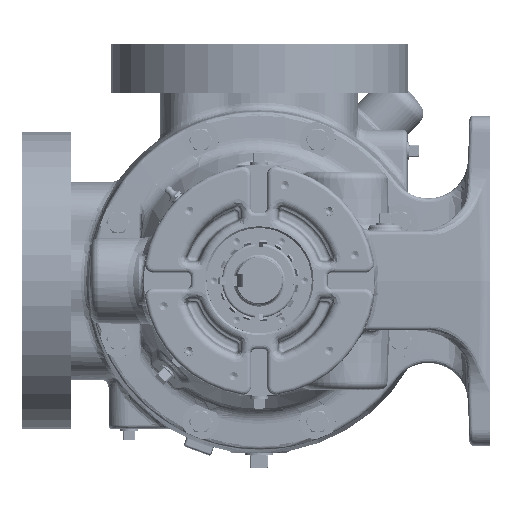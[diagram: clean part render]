
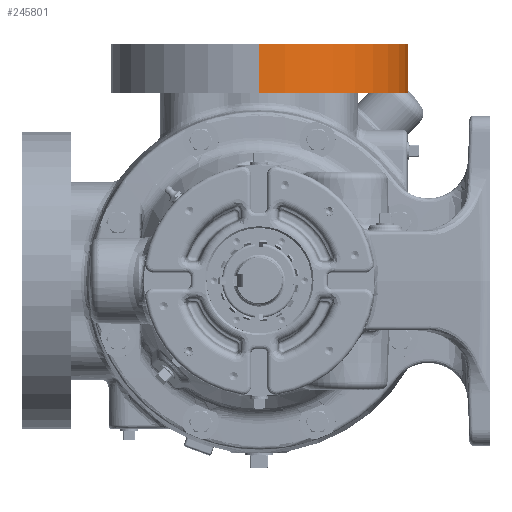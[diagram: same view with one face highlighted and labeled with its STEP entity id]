
A CAD part, left-side view. The second image highlights one B-rep face of the part: STEP entity #245801.
In plain terms, the highlighted cylindrical face has radius 114.3 mm (diameter 228.6 mm), a partial arc.
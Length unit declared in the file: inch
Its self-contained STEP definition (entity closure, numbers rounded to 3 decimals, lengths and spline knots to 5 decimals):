
#6033 = EDGE_CURVE ( 'NONE', #119558, #202932, #79517, .T. ) ;
#11134 = CIRCLE ( 'NONE', #203806, 4.5 ) ;
#18594 = EDGE_CURVE ( 'NONE', #224678, #225866, #186533, .T. ) ;
#32010 = ORIENTED_EDGE ( 'NONE', *, *, #6033, .T. ) ;
#39129 = FACE_OUTER_BOUND ( 'NONE', #240437, .T. ) ;
#40519 = DIRECTION ( 'NONE',  ( 0., 0., -1. ) ) ;
#62308 = DIRECTION ( 'NONE',  ( 0., 0., -1. ) ) ;
#79517 = LINE ( 'NONE', #289991, #275886 ) ;
#91071 = DIRECTION ( 'NONE',  ( 0., 0., -1. ) ) ;
#113884 = ORIENTED_EDGE ( 'NONE', *, *, #265837, .T. ) ;
#114008 = CARTESIAN_POINT ( 'NONE',  ( 7.845, 0., 4.74913 ) ) ;
#119558 = VERTEX_POINT ( 'NONE', #272068 ) ;
#141004 = CYLINDRICAL_SURFACE ( 'NONE', #173850, 4.5 ) ;
#142321 = DIRECTION ( 'NONE',  ( -1., 0., 0. ) ) ;
#142746 = CARTESIAN_POINT ( 'NONE',  ( 3.345, 0., 7.1875 ) ) ;
#161853 = CARTESIAN_POINT ( 'NONE',  ( 7.845, 0., 5.6875 ) ) ;
#165323 = AXIS2_PLACEMENT_3D ( 'NONE', #219968, #40519, #142321 ) ;
#170959 = VECTOR ( 'NONE', #62308, 39.37008 ) ;
#173850 = AXIS2_PLACEMENT_3D ( 'NONE', #329086, #277215, #220303 ) ;
#186533 = LINE ( 'NONE', #114008, #170959 ) ;
#186844 = CARTESIAN_POINT ( 'NONE',  ( -1.155, 0., 5.6875 ) ) ;
#202932 = VERTEX_POINT ( 'NONE', #186844 ) ;
#203806 = AXIS2_PLACEMENT_3D ( 'NONE', #142746, #91071, #248005 ) ;
#213945 = DIRECTION ( 'NONE',  ( 0., 0., -1. ) ) ;
#219968 = CARTESIAN_POINT ( 'NONE',  ( 3.345, 0., 5.6875 ) ) ;
#220303 = DIRECTION ( 'NONE',  ( -1., 0., 0. ) ) ;
#224678 = VERTEX_POINT ( 'NONE', #287150 ) ;
#225866 = VERTEX_POINT ( 'NONE', #161853 ) ;
#232742 = ORIENTED_EDGE ( 'NONE', *, *, #301009, .F. ) ;
#233913 = ORIENTED_EDGE ( 'NONE', *, *, #18594, .F. ) ;
#240437 = EDGE_LOOP ( 'NONE', ( #233913, #113884, #32010, #232742 ) ) ;
#245801 = ADVANCED_FACE ( 'NONE', ( #39129 ), #141004, .T. ) ;
#248005 = DIRECTION ( 'NONE',  ( -1., 0., 0. ) ) ;
#265837 = EDGE_CURVE ( 'NONE', #224678, #119558, #11134, .T. ) ;
#272068 = CARTESIAN_POINT ( 'NONE',  ( -1.155, 0., 7.1875 ) ) ;
#275479 = CIRCLE ( 'NONE', #165323, 4.5 ) ;
#275886 = VECTOR ( 'NONE', #213945, 39.37008 ) ;
#277215 = DIRECTION ( 'NONE',  ( 0., 0., -1. ) ) ;
#287150 = CARTESIAN_POINT ( 'NONE',  ( 7.845, 0., 7.1875 ) ) ;
#289991 = CARTESIAN_POINT ( 'NONE',  ( -1.155, 0., 4.74913 ) ) ;
#301009 = EDGE_CURVE ( 'NONE', #225866, #202932, #275479, .T. ) ;
#329086 = CARTESIAN_POINT ( 'NONE',  ( 3.345, 0., 4.74913 ) ) ;
